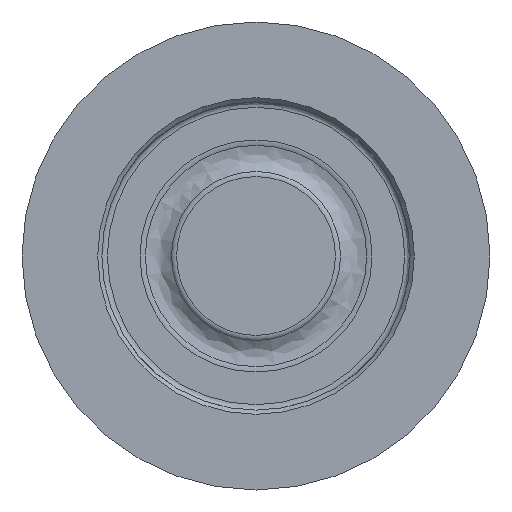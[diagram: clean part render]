
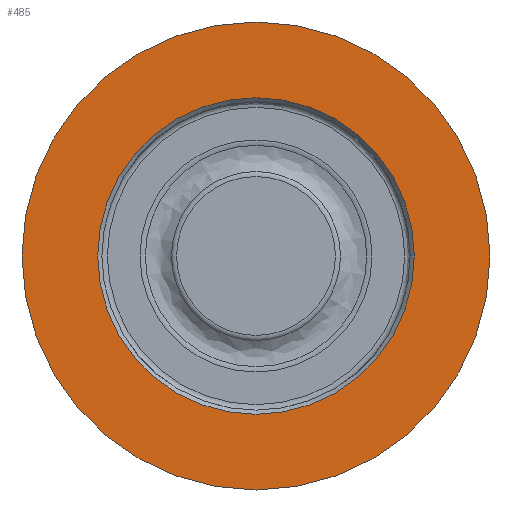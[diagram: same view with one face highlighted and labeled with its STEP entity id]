
A CAD part, left-side view. The second image highlights one B-rep face of the part: STEP entity #485.
In plain terms, the highlighted planar face has unit normal (-1, 0, 0).
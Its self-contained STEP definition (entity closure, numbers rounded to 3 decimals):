
#451=CARTESIAN_POINT('',(-11.5,11.5,0.0));
#452=VERTEX_POINT('',#451);
#453=CARTESIAN_POINT('',(-11.5,0.,0.0));
#454=DIRECTION('',(1.0,0.0,0.0));
#455=DIRECTION('',(0.0,1.0,0.0));
#456=AXIS2_PLACEMENT_3D('',#453,#454,#455);
#457=CIRCLE('',#456,11.5);
#458=EDGE_CURVE('',#452,#452,#457,.T.);
#466=CARTESIAN_POINT('',(-11.5,14.25,0.0));
#467=DIRECTION('',(-1.0,0.0,0.0));
#468=DIRECTION('',(0.0,0.0,1.0));
#469=AXIS2_PLACEMENT_3D('',#466,#467,#468);
#470=PLANE('',#469);
#471=CARTESIAN_POINT('',(-11.5,17.0,0.0));
#472=VERTEX_POINT('',#471);
#473=CARTESIAN_POINT('',(-11.5,0.,0.0));
#474=DIRECTION('',(1.0,0.0,0.0));
#475=DIRECTION('',(0.0,1.0,0.0));
#476=AXIS2_PLACEMENT_3D('',#473,#474,#475);
#477=CIRCLE('',#476,17.);
#478=EDGE_CURVE('',#472,#472,#477,.T.);
#479=ORIENTED_EDGE('',*,*,#478,.F.);
#480=EDGE_LOOP('',(#479));
#481=FACE_OUTER_BOUND('',#480,.T.);
#482=ORIENTED_EDGE('',*,*,#458,.T.);
#483=EDGE_LOOP('',(#482));
#484=FACE_BOUND('',#483,.T.);
#485=ADVANCED_FACE('',(#481,#484),#470,.T.);
